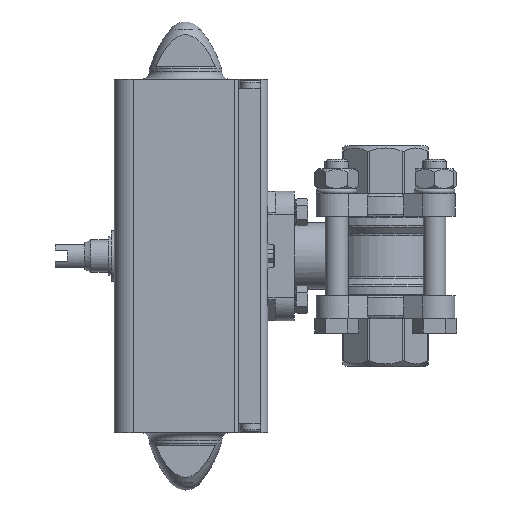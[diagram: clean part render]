
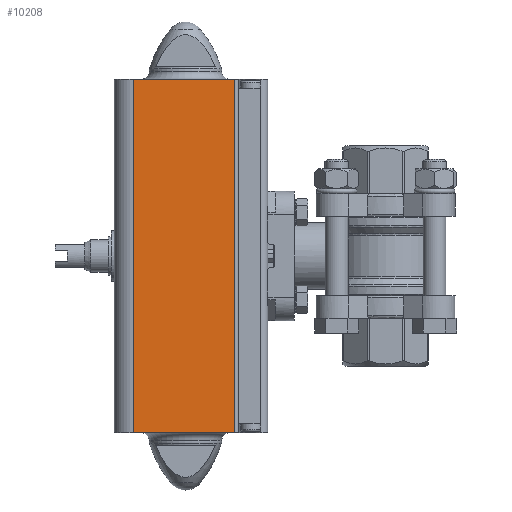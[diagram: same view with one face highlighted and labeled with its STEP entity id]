
A CAD part, left-side view. The second image highlights one B-rep face of the part: STEP entity #10208.
In plain terms, the highlighted planar face has unit normal (-1, 0, 0).
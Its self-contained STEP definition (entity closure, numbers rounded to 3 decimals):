
#2857=ORIENTED_EDGE('',*,*,#4724,.T.);
#2858=ORIENTED_EDGE('',*,*,#4725,.F.);
#2859=ORIENTED_EDGE('',*,*,#4726,.F.);
#2860=ORIENTED_EDGE('',*,*,#4727,.T.);
#4724=EDGE_CURVE('',#5821,#5822,#6636,.T.);
#4725=EDGE_CURVE('',#5823,#5822,#6637,.T.);
#4726=EDGE_CURVE('',#5824,#5823,#6638,.T.);
#4727=EDGE_CURVE('',#5824,#5821,#6639,.T.);
#5821=VERTEX_POINT('',#17387);
#5822=VERTEX_POINT('',#17388);
#5823=VERTEX_POINT('',#17390);
#5824=VERTEX_POINT('',#17392);
#6636=LINE('',#17386,#7427);
#6637=LINE('',#17389,#7428);
#6638=LINE('',#17391,#7429);
#6639=LINE('',#17393,#7430);
#7427=VECTOR('',#13557,1000.);
#7428=VECTOR('',#13558,1000.);
#7429=VECTOR('',#13559,1000.);
#7430=VECTOR('',#13560,1000.);
#8242=EDGE_LOOP('',(#2857,#2858,#2859,#2860));
#9101=FACE_BOUND('',#8242,.T.);
#9675=PLANE('',#11236);
#10208=ADVANCED_FACE('',(#9101),#9675,.F.);
#11236=AXIS2_PLACEMENT_3D('',#17385,#13555,#13556);
#13555=DIRECTION('',(1.,0.,0.));
#13556=DIRECTION('',(0.,0.,-1.));
#13557=DIRECTION('',(0.,-1.,0.));
#13558=DIRECTION('',(0.,0.,-1.));
#13559=DIRECTION('',(0.,-1.,0.));
#13560=DIRECTION('',(0.,0.,-1.));
#17385=CARTESIAN_POINT('',(-24.2,17.7,60.));
#17386=CARTESIAN_POINT('',(-24.2,17.7,-60.));
#17387=CARTESIAN_POINT('',(-24.2,17.7,-60.));
#17388=CARTESIAN_POINT('',(-24.2,-16.8,-60.));
#17389=CARTESIAN_POINT('',(-24.2,-16.8,60.));
#17390=CARTESIAN_POINT('',(-24.2,-16.8,60.));
#17391=CARTESIAN_POINT('',(-24.2,17.7,60.));
#17392=CARTESIAN_POINT('',(-24.2,17.7,60.));
#17393=CARTESIAN_POINT('',(-24.2,17.7,60.));
